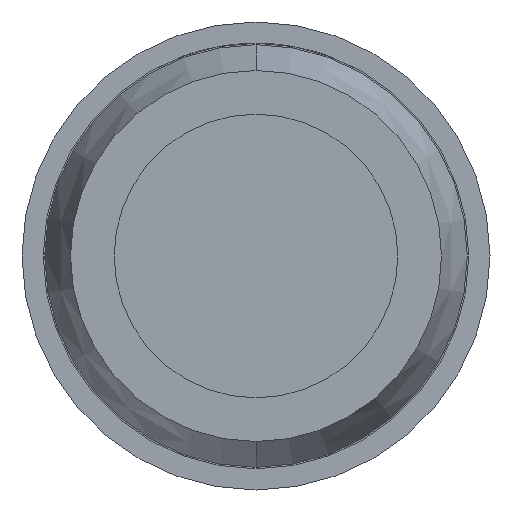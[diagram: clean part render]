
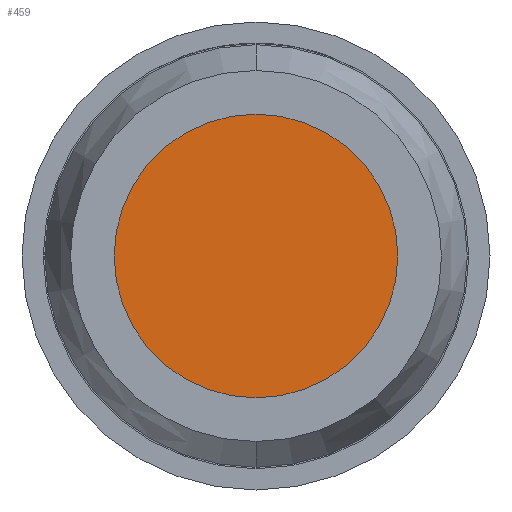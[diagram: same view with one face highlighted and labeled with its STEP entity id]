
A CAD part, front view. The second image highlights one B-rep face of the part: STEP entity #459.
In plain terms, the highlighted planar face has unit normal (0, -1, 0).
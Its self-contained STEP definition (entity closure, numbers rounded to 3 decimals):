
#41 = ORIENTED_EDGE ( 'NONE', *, *, #2661, .F. ) ;
#459 = ADVANCED_FACE ( 'Defeature ausgef�hrt1_8', ( #1288 ), #469, .F. ) ;
#463 = VERTEX_POINT ( 'NONE', #2611 ) ;
#469 = PLANE ( 'NONE',  #811 ) ;
#811 = AXIS2_PLACEMENT_3D ( 'NONE', #1536, #1516, #2594 ) ;
#1000 = DIRECTION ( 'NONE',  ( -1., 0., 0. ) ) ;
#1092 = DIRECTION ( 'NONE',  ( 0., 1., 0. ) ) ;
#1288 = FACE_OUTER_BOUND ( 'NONE', #3425, .T. ) ;
#1355 = CARTESIAN_POINT ( 'NONE',  ( 0., -12.1, 0. ) ) ;
#1516 = DIRECTION ( 'NONE',  ( 0., 1., 0. ) ) ;
#1536 = CARTESIAN_POINT ( 'NONE',  ( 0., -12.1, 0. ) ) ;
#1557 = AXIS2_PLACEMENT_3D ( 'NONE', #2340, #2613, #1000 ) ;
#1577 = AXIS2_PLACEMENT_3D ( 'NONE', #1355, #1092, #3260 ) ;
#1934 = EDGE_CURVE ( 'Defeature ausgef�hrt1_9+Defeature ausgef�hrt1_8+Defeature ausgef�hrt1_8+Defeature ausgef�hrt1_8', #2524, #463, #2753, .T. ) ;
#1936 = CIRCLE ( 'NONE', #1557, 1. ) ;
#2340 = CARTESIAN_POINT ( 'NONE',  ( 0., -12.1, 0. ) ) ;
#2524 = VERTEX_POINT ( 'NONE', #3061 ) ;
#2594 = DIRECTION ( 'NONE',  ( -1., 0., 0. ) ) ;
#2611 = CARTESIAN_POINT ( 'NONE',  ( 1., -12.1, 0. ) ) ;
#2613 = DIRECTION ( 'NONE',  ( 0., 1., 0. ) ) ;
#2661 = EDGE_CURVE ( 'Defeature ausgef�hrt1_9+Defeature ausgef�hrt1_8+Defeature ausgef�hrt1_8+Defeature ausgef�hrt1_8', #463, #2524, #1936, .T. ) ;
#2753 = CIRCLE ( 'NONE', #1577, 1. ) ;
#3061 = CARTESIAN_POINT ( 'NONE',  ( -1., -12.1, 0. ) ) ;
#3260 = DIRECTION ( 'NONE',  ( -1., 0., 0. ) ) ;
#3341 = ORIENTED_EDGE ( 'NONE', *, *, #1934, .F. ) ;
#3425 = EDGE_LOOP ( 'NONE', ( #3341, #41 ) ) ;
